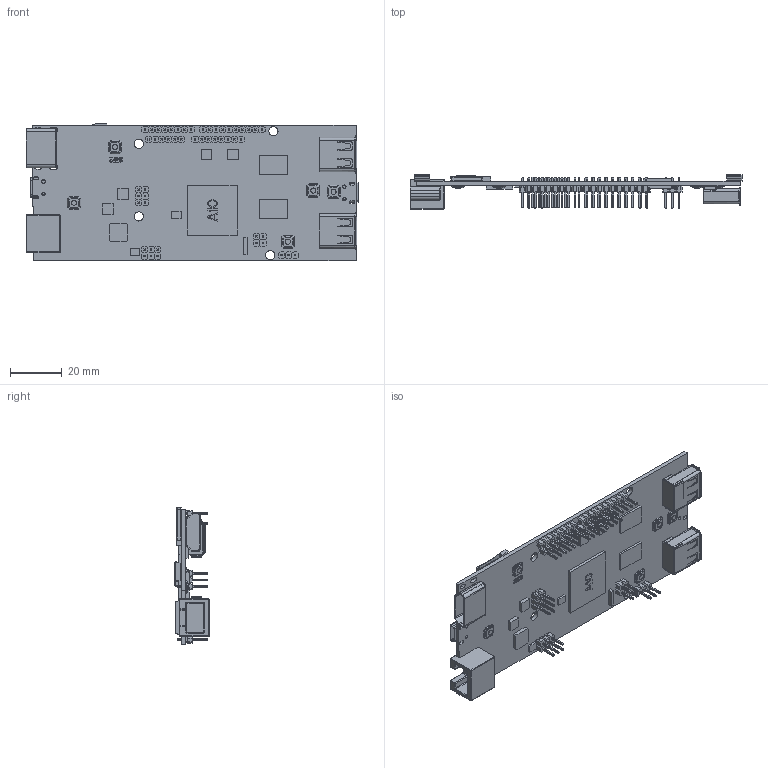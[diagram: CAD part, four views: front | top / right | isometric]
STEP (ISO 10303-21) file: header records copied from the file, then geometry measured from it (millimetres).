
FILE_DESCRIPTION((''),'2;1');
FILE_NAME('PC_DUINO_COPY_ASM','2013-04-10T',('paul.smith'),(''),'PRO/ENGINEER BY PARAMETRIC TECHNOLOGY CORPORATION, 2012060','PRO/ENGINEER BY PARAMETRIC TECHNOLOGY CORPORATION, 2012060','');
FILE_SCHEMA(('CONFIG_CONTROL_DESIGN'));
Length unit declared in the file: inch
Products named in the file (10): BOARD_; MALE_PIN_HEADER_; USB_A_SMD_; UBB_A_SMD_INSERT_; USB_A_SMD__ASM; USB_MICRO_; ETHERNET_JACK_; HDMI_; BUTTON; PC_DUINO_COPY_ASM
Assembly tree (65 placements, depth 3):
  PC_DUINO_COPY_ASM
    BOARD_
    MALE_PIN_HEADER_  x51
    USB_A_SMD__ASM  x2
      USB_A_SMD_
      UBB_A_SMD_INSERT_
    USB_MICRO_  x2
    ETHERNET_JACK_
    HDMI_
    BUTTON  x5
Bounding box: 128.62 x 13.22 x 53.23 mm (x, y, z)
Volume: 15836.2 mm3; surface area: 24206.4 mm2
Topology: 73 solids, 124 shells, 4003 faces, 9611 edges, 5992 vertices
Faces by surface type: plane 2592, cylinder 1035, torus 120, sphere 118, extrusion 90, bspline 48
Entity records: 32850 total; most frequent: CARTESIAN_POINT 7561, ORIENTED_EDGE 5130, DIRECTION 5065, EDGE_CURVE 2565, VECTOR 1741, AXIS2_PLACEMENT_3D 1662, LINE 1651, VERTEX_POINT 1612
